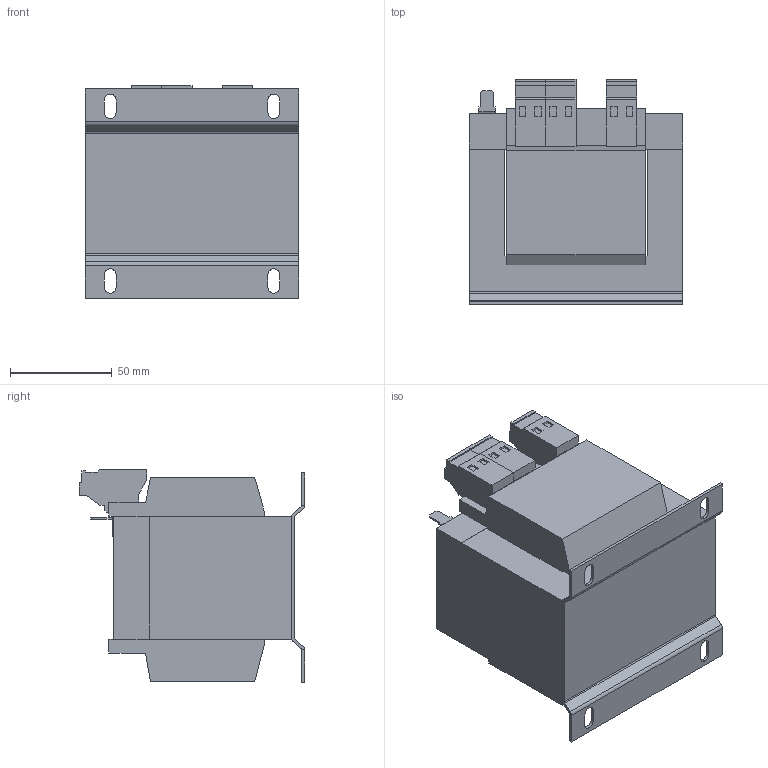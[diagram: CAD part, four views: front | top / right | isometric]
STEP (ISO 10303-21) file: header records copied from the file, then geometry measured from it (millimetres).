
FILE_DESCRIPTION (( 'STEP AP214' ), '1' );
FILE_NAME ('214178.STEP', '2020-05-29T03:42:57', ( '' ), ( '' ), 'SwSTEP 2.0', 'SolidWorks 2018', '' );
FILE_SCHEMA (( 'AUTOMOTIVE_DESIGN' ));
Length unit declared in the file: millimetre
Products named in the file (1): 214178
Bounding box: 105 x 110.9 x 104.6 mm (x, y, z)
Volume: 753717.5 mm3; surface area: 92744.6 mm2
Topology: 1 solids, 1 shells, 223 faces, 593 edges, 382 vertices
Faces by surface type: plane 189, cylinder 34
Entity records: 7139 total; most frequent: CARTESIAN_POINT 1199, ORIENTED_EDGE 1186, DIRECTION 1109, EDGE_CURVE 593, LINE 525, VECTOR 525, VERTEX_POINT 382, AXIS2_PLACEMENT_3D 292
